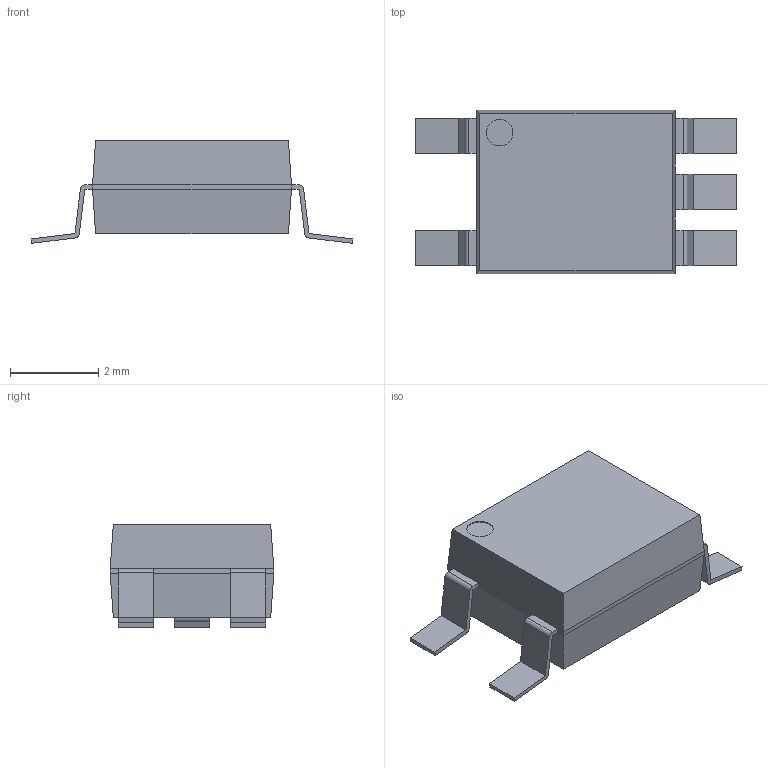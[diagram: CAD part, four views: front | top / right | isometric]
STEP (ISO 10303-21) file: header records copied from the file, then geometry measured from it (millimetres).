
FILE_DESCRIPTION( ( '' ), ' ' );
FILE_NAME( '59f3ac714312670fd13ce57c.step', '2017-10-27T22:00:17', ( '' ), ( '' ), ' ', ' ', ' ' );
FILE_SCHEMA( ( 'AUTOMOTIVE_DESIGN { 1 0 10303 214 1 1 1 1 }' ) );
Length unit declared in the file: metre
Products named in the file (1): Open CASCADE STEP translator 6.8 1
Bounding box: 7.28 x 3.7 x 2.32 mm (x, y, z)
Volume: 34.8 mm3; surface area: 86 mm2
Topology: 1 solids, 1 shells, 76 faces, 191 edges, 118 vertices
Faces by surface type: plane 65, cylinder 11
Full cylindrical faces by diameter (mm): 0.6 x1
Entity records: 3782 total; most frequent: CARTESIAN_POINT 385, ORIENTED_EDGE 380, DIRECTION 366, STYLED_ITEM 266, PRESENTATION_STYLE_ASSIGNMENT 266, COLOUR_RGB 266, EDGE_CURVE 190, CURVE_STYLE 190
